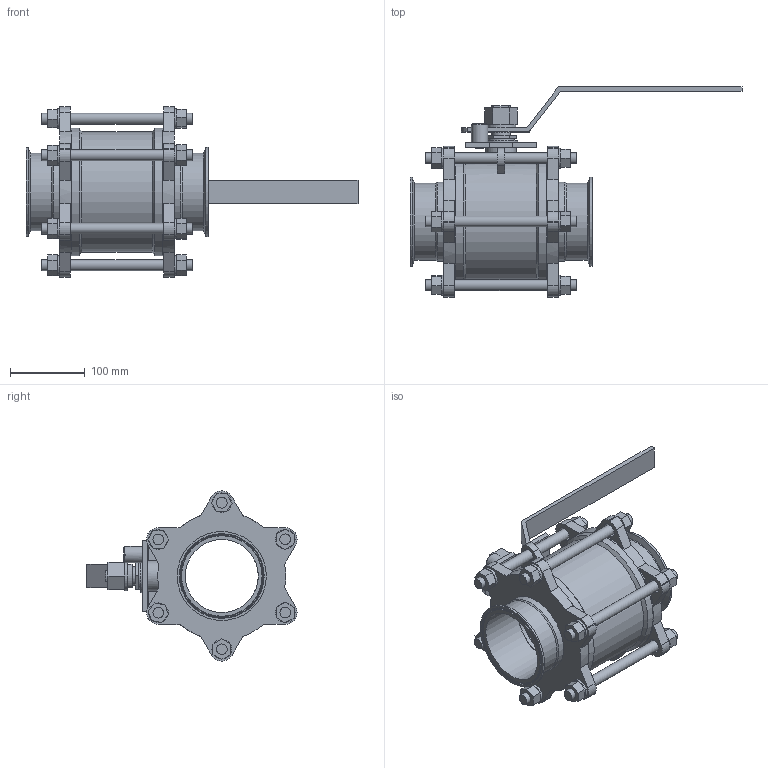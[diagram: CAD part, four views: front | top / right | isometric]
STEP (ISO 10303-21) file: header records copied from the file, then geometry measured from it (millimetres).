
FILE_DESCRIPTION(/* description */ (''),/* implementation_level */ '2;1');
FILE_NAME(/* name */ 'BLV2C-4.stp',/* time_stamp */ '2023-03-17T15:23:07-04:00',/* author */ ('ken'),/* organization */ (''),/* preprocessor_version */ 'ST-DEVELOPER v18.1',/* originating_system */ 'Autodesk Inventor 2020',/* authorisation */ '');
FILE_SCHEMA (('AUTOMOTIVE_DESIGN { 1 0 10303 214 3 1 1 }'));
Length unit declared in the file: inch
Products named in the file (16): BLV2C-4; BLV2C-4-BALL; BLV2C-4-BODY; BLV2C-4-BODYNUT; BLV2C-4-HANDLEPIN; BLV2C-4-STEM; BLV2C-4-STEMNUT; BLV2C-4-STEMRING; BLV2C-4-STEMWASHER; BLV2C-4-FLANGE; BLV2C-4-SEAT; BLV2C-4-SEATRING; BLV2C-4-BOLT; BLV2C-4-NUT; BLV2C-4-WASHER; BLV2C-4-HANDLE
Assembly tree (45 placements, depth 2):
  BLV2C-4
    BLV2C-4-BALL
    BLV2C-4-BODY
    BLV2C-4-BODYNUT
    BLV2C-4-HANDLEPIN
    BLV2C-4-STEM
    BLV2C-4-STEMNUT
    BLV2C-4-STEMRING
    BLV2C-4-STEMWASHER
    BLV2C-4-FLANGE  x2
    BLV2C-4-SEAT  x2
    BLV2C-4-SEATRING  x2
    BLV2C-4-BOLT  x6
    BLV2C-4-NUT  x12
    BLV2C-4-WASHER  x12
    BLV2C-4-HANDLE
Bounding box: 443.41 x 280.61 x 227.2 mm (x, y, z)
Volume: 2777527.5 mm3; surface area: 729573 mm2
Topology: 45 solids, 45 shells, 438 faces, 1125 edges, 786 vertices
Faces by surface type: plane 268, cylinder 147, cone 12, torus 8, sphere 3
Full cylindrical faces by diameter (mm): 8.255 x5, 9.779 x1, 14.148 x12, 14.275 x6, 17.018 x12, 17.78 x2, 19.05 x12, 21.971 x1, 22.479 x1, 24.943 x1, 25.019 x1, 25.4 x1, 26.264 x12, 27.305 x1, 27.94 x1, 29.972 x1, 30.353 x1, 30.861 x1, 33.401 x1, 34.925 x1, 39.497 x1, 41.021 x1, 44.45 x1, 97.434 x1, 97.536 x2, 97.79 x2, 103.048 x2, 106.045 x2, 118.923 x2, 152.019 x2
Entity records: 7909 total; most frequent: CARTESIAN_POINT 1444, DIRECTION 1357, ORIENTED_EDGE 1132, EDGE_CURVE 566, AXIS2_PLACEMENT_3D 534, VERTEX_POINT 394, LINE 289, VECTOR 289
